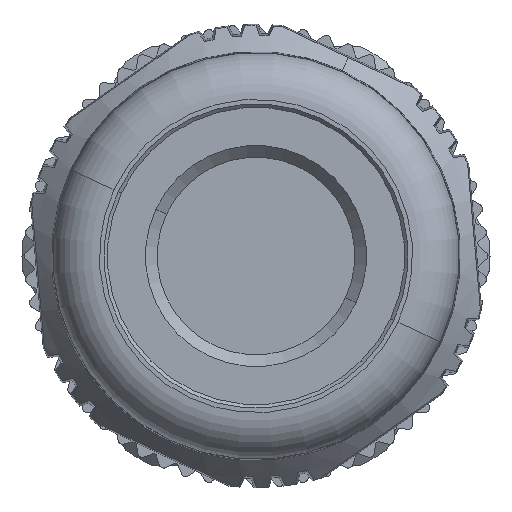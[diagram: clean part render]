
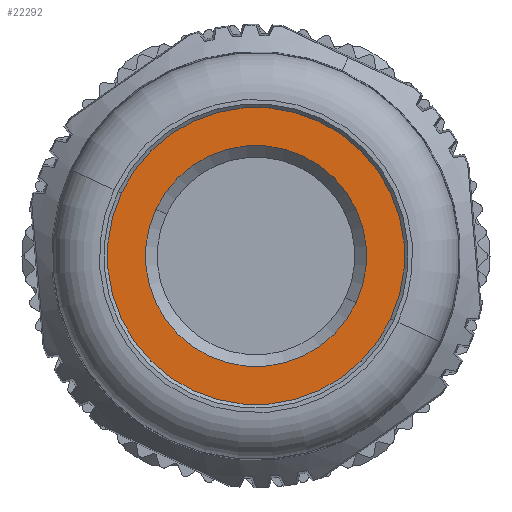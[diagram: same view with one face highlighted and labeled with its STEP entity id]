
A CAD part, front view. The second image highlights one B-rep face of the part: STEP entity #22292.
In plain terms, the highlighted planar face has unit normal (0, -1, 0).
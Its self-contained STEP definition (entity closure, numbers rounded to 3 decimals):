
#2917=CARTESIAN_POINT('',(0.,-50.898,0.));
#2918=DIRECTION('',(0.,1.,0.));
#2919=DIRECTION('',(0.906,0.,-0.423));
#2920=AXIS2_PLACEMENT_3D('',#2917,#2918,#2919);
#2922=CARTESIAN_POINT('',(0.,-50.898,0.));
#2923=DIRECTION('',(0.,1.,0.));
#2924=DIRECTION('',(-0.906,0.,0.423));
#2925=AXIS2_PLACEMENT_3D('',#2922,#2923,#2924);
#2927=CARTESIAN_POINT('',(0.,-50.898,0.));
#2928=DIRECTION('',(0.,-1.,0.));
#2929=DIRECTION('',(-0.906,0.,0.423));
#2930=AXIS2_PLACEMENT_3D('',#2927,#2928,#2929);
#2932=CARTESIAN_POINT('',(0.,-50.898,0.));
#2933=DIRECTION('',(0.,-1.,0.));
#2934=DIRECTION('',(0.906,0.,-0.423));
#2935=AXIS2_PLACEMENT_3D('',#2932,#2933,#2934);
#17193=CARTESIAN_POINT('',(4.282,-50.898,-1.997));
#17194=VERTEX_POINT('',#17193);
#17195=CARTESIAN_POINT('',(-4.282,-50.898,1.997));
#17196=VERTEX_POINT('',#17195);
#17197=CARTESIAN_POINT('',(5.755,-50.898,-2.684));
#17198=CARTESIAN_POINT('',(-5.755,-50.898,2.684));
#17199=VERTEX_POINT('',#17197);
#17200=VERTEX_POINT('',#17198);
#22277=CARTESIAN_POINT('',(0.,-50.898,0.));
#22278=DIRECTION('',(0.,-1.,0.));
#22279=DIRECTION('',(0.906,0.,-0.423));
#22280=AXIS2_PLACEMENT_3D('',#22277,#22278,#22279);
#22281=PLANE('',#22280);
#22282=ORIENTED_EDGE('',*,*,#22257,.T.);
#22283=ORIENTED_EDGE('',*,*,#22271,.T.);
#22284=EDGE_LOOP('',(#22282,#22283));
#22285=FACE_OUTER_BOUND('',#22284,.F.);
#22287=ORIENTED_EDGE('',*,*,#22286,.T.);
#22289=ORIENTED_EDGE('',*,*,#22288,.T.);
#22290=EDGE_LOOP('',(#22287,#22289));
#22291=FACE_BOUND('',#22290,.F.);
#22292=ADVANCED_FACE('',(#22285,#22291),#22281,.T.);
#2921=CIRCLE('',#2920,6.35);
#2926=CIRCLE('',#2925,6.35);
#2931=CIRCLE('',#2930,4.725);
#2936=CIRCLE('',#2935,4.725);
#22257=EDGE_CURVE('',#17199,#17200,#2921,.T.);
#22271=EDGE_CURVE('',#17200,#17199,#2926,.T.);
#22286=EDGE_CURVE('',#17196,#17194,#2931,.T.);
#22288=EDGE_CURVE('',#17194,#17196,#2936,.T.);
